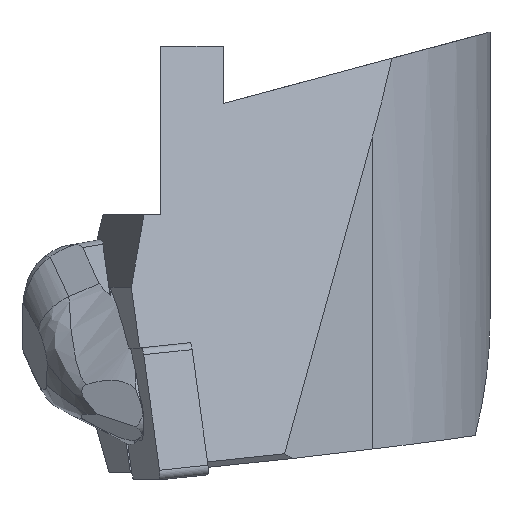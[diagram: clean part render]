
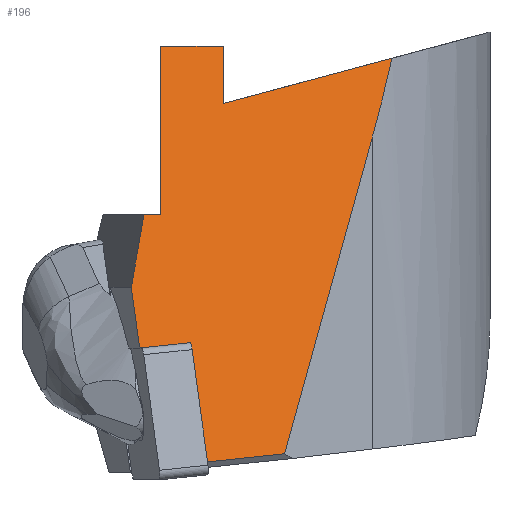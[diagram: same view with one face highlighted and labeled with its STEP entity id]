
A CAD part, left-side view. The second image highlights one B-rep face of the part: STEP entity #196.
In plain terms, the highlighted planar face has unit normal (-0.967, -0.187, 0.173).
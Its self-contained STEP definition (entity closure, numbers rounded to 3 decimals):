
#196=ADVANCED_FACE('',(#307),#265,.F.);
#265=PLANE('',#1438);
#307=FACE_OUTER_BOUND('',#371,.T.);
#371=EDGE_LOOP('',(#470,#471,#472,#473,#474,#475,#476,#477,#478,#479,#480,
#481));
#445=ELLIPSE('',#1437,182.357,31.5);
#470=ORIENTED_EDGE('',*,*,#979,.F.);
#471=ORIENTED_EDGE('',*,*,#980,.F.);
#472=ORIENTED_EDGE('',*,*,#981,.T.);
#473=ORIENTED_EDGE('',*,*,#982,.F.);
#474=ORIENTED_EDGE('',*,*,#983,.F.);
#475=ORIENTED_EDGE('',*,*,#984,.F.);
#476=ORIENTED_EDGE('',*,*,#985,.F.);
#477=ORIENTED_EDGE('',*,*,#986,.F.);
#478=ORIENTED_EDGE('',*,*,#987,.F.);
#479=ORIENTED_EDGE('',*,*,#988,.T.);
#480=ORIENTED_EDGE('',*,*,#989,.F.);
#481=ORIENTED_EDGE('',*,*,#990,.F.);
#852=VERTEX_POINT('',#1893);
#853=VERTEX_POINT('',#1894);
#854=VERTEX_POINT('',#1896);
#855=VERTEX_POINT('',#1898);
#856=VERTEX_POINT('',#1900);
#857=VERTEX_POINT('',#1902);
#858=VERTEX_POINT('',#1904);
#859=VERTEX_POINT('',#1906);
#860=VERTEX_POINT('',#1908);
#861=VERTEX_POINT('',#1910);
#862=VERTEX_POINT('',#1912);
#863=VERTEX_POINT('',#1914);
#979=EDGE_CURVE('',#852,#853,#1170,.T.);
#980=EDGE_CURVE('',#854,#852,#1171,.T.);
#981=EDGE_CURVE('',#854,#855,#1172,.T.);
#982=EDGE_CURVE('',#856,#855,#445,.T.);
#983=EDGE_CURVE('',#857,#856,#1173,.T.);
#984=EDGE_CURVE('',#858,#857,#1174,.T.);
#985=EDGE_CURVE('',#859,#858,#1175,.T.);
#986=EDGE_CURVE('',#860,#859,#1176,.T.);
#987=EDGE_CURVE('',#861,#860,#1177,.T.);
#988=EDGE_CURVE('',#861,#862,#1178,.T.);
#989=EDGE_CURVE('',#863,#862,#1179,.T.);
#990=EDGE_CURVE('',#853,#863,#1180,.T.);
#1170=LINE('',#1892,#1273);
#1171=LINE('',#1895,#1274);
#1172=LINE('',#1897,#1275);
#1173=LINE('',#1901,#1276);
#1174=LINE('',#1903,#1277);
#1175=LINE('',#1905,#1278);
#1176=LINE('',#1907,#1279);
#1177=LINE('',#1909,#1280);
#1178=LINE('',#1911,#1281);
#1179=LINE('',#1913,#1282);
#1180=LINE('',#1915,#1283);
#1273=VECTOR('',#1557,1.);
#1274=VECTOR('',#1558,1.);
#1275=VECTOR('',#1559,1.);
#1276=VECTOR('',#1562,1.);
#1277=VECTOR('',#1563,1.);
#1278=VECTOR('',#1564,1.);
#1279=VECTOR('',#1565,1.);
#1280=VECTOR('',#1566,1.);
#1281=VECTOR('',#1567,1.);
#1282=VECTOR('',#1568,1.);
#1283=VECTOR('',#1569,1.);
#1437=AXIS2_PLACEMENT_3D('',#1899,#1560,#1561);
#1438=AXIS2_PLACEMENT_3D('',#1916,#1570,#1571);
#1557=DIRECTION('',(0.149,0.135,0.98));
#1558=DIRECTION('',(-0.207,0.973,-0.102));
#1559=DIRECTION('',(0.218,-0.26,0.94));
#1560=DIRECTION('',(0.967,0.187,-0.173));
#1561=DIRECTION('',(0.17,0.033,0.985));
#1562=DIRECTION('',(0.227,-0.941,0.252));
#1563=DIRECTION('',(-0.176,0.,-0.984));
#1564=DIRECTION('',(0.19,-0.982,0.));
#1565=DIRECTION('',(0.176,0.,0.984));
#1566=DIRECTION('',(0.19,-0.982,0.));
#1567=DIRECTION('',(-0.205,0.168,-0.964));
#1568=DIRECTION('',(0.149,0.135,0.98));
#1569=DIRECTION('',(-0.207,0.973,-0.102));
#1570=DIRECTION('',(0.967,0.187,-0.173));
#1571=DIRECTION('',(0.19,-0.982,0.));
#1892=CARTESIAN_POINT('',(-31.871,-3.538,-28.405));
#1893=CARTESIAN_POINT('',(-32.765,-4.345,-34.283));
#1894=CARTESIAN_POINT('',(-31.031,-2.778,-22.88));
#1895=CARTESIAN_POINT('',(-31.452,-10.522,-33.634));
#1896=CARTESIAN_POINT('',(-31.167,-11.864,-33.493));
#1897=CARTESIAN_POINT('',(-35.611,-6.567,-52.626));
#1898=CARTESIAN_POINT('',(-24.131,-20.248,-3.205));
#1899=CARTESIAN_POINT('',(-0.001,0.,153.84));
#1900=CARTESIAN_POINT('',(-22.423,-22.124,4.321));
#1901=CARTESIAN_POINT('',(-24.283,-14.429,2.259));
#1902=CARTESIAN_POINT('',(-26.32,-6.,0.));
#1903=CARTESIAN_POINT('',(-28.598,-6.,-12.755));
#1904=CARTESIAN_POINT('',(-25.338,-6.,5.496));
#1905=CARTESIAN_POINT('',(-28.04,7.944,5.496));
#1906=CARTESIAN_POINT('',(-26.501,0.,5.496));
#1907=CARTESIAN_POINT('',(-29.725,0.,-12.554));
#1908=CARTESIAN_POINT('',(-29.378,0.,-10.61));
#1909=CARTESIAN_POINT('',(-31.934,13.19,-10.61));
#1910=CARTESIAN_POINT('',(-29.685,1.584,-10.61));
#1911=CARTESIAN_POINT('',(-32.026,3.508,-21.631));
#1912=CARTESIAN_POINT('',(-31.164,2.8,-17.574));
#1913=CARTESIAN_POINT('',(-32.365,1.715,-25.47));
#1914=CARTESIAN_POINT('',(-32.047,2.002,-23.382));
#1915=CARTESIAN_POINT('',(-29.718,-8.954,-22.23));
#1916=CARTESIAN_POINT('',(-30.558,-9.714,-27.756));
